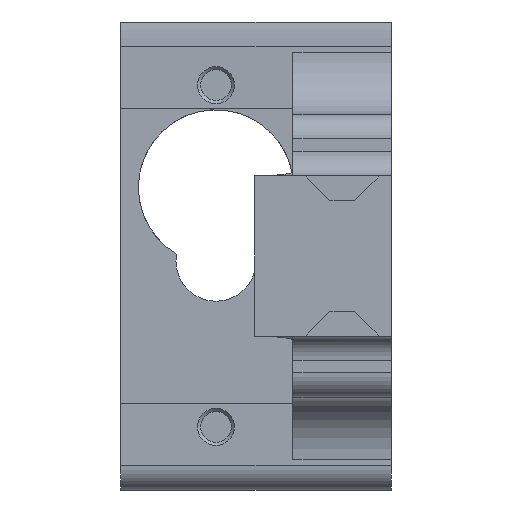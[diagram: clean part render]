
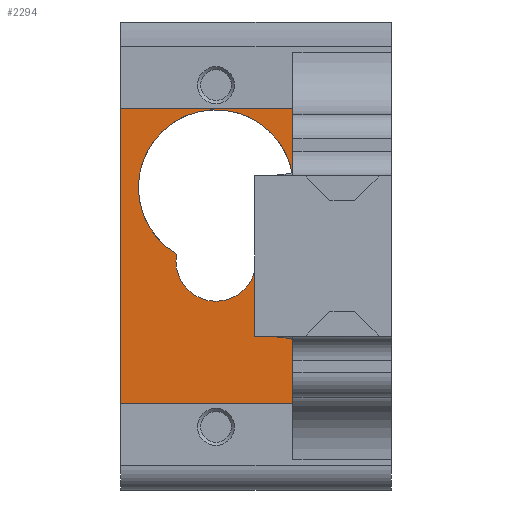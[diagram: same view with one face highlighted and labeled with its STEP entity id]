
A CAD part, front view. The second image highlights one B-rep face of the part: STEP entity #2294.
In plain terms, the highlighted planar face has unit normal (0, -1, 0).
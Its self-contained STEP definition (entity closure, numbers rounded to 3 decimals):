
#27=PLANE('',#2443);
#133=FACE_OUTER_BOUND('',#252,.T.);
#252=EDGE_LOOP('',(#1705,#1706,#1707,#1708,#1709,#1710,#1711,#1712));
#465=LINE('',#3417,#772);
#466=LINE('',#3419,#773);
#467=LINE('',#3421,#774);
#468=LINE('',#3423,#775);
#469=LINE('',#3424,#776);
#772=VECTOR('',#2720,10.);
#773=VECTOR('',#2721,10.);
#774=VECTOR('',#2722,10.);
#775=VECTOR('',#2723,10.);
#776=VECTOR('',#2724,10.);
#985=CIRCLE('',#2436,6.3);
#987=CIRCLE('',#2438,6.3);
#989=CIRCLE('',#2441,3.25);
#1109=VERTEX_POINT('',#3401);
#1110=VERTEX_POINT('',#3403);
#1111=VERTEX_POINT('',#3405);
#1112=VERTEX_POINT('',#3407);
#1113=VERTEX_POINT('',#3416);
#1114=VERTEX_POINT('',#3418);
#1115=VERTEX_POINT('',#3420);
#1116=VERTEX_POINT('',#3422);
#1342=EDGE_CURVE('',#1110,#1109,#985,.T.);
#1344=EDGE_CURVE('',#1112,#1111,#987,.T.);
#1347=EDGE_CURVE('',#1109,#1112,#989,.T.);
#1349=EDGE_CURVE('',#1111,#1113,#465,.T.);
#1350=EDGE_CURVE('',#1113,#1114,#466,.T.);
#1351=EDGE_CURVE('',#1115,#1114,#467,.T.);
#1352=EDGE_CURVE('',#1115,#1116,#468,.T.);
#1353=EDGE_CURVE('',#1116,#1110,#469,.T.);
#1705=ORIENTED_EDGE('',*,*,#1342,.T.);
#1706=ORIENTED_EDGE('',*,*,#1347,.T.);
#1707=ORIENTED_EDGE('',*,*,#1344,.T.);
#1708=ORIENTED_EDGE('',*,*,#1349,.T.);
#1709=ORIENTED_EDGE('',*,*,#1350,.T.);
#1710=ORIENTED_EDGE('',*,*,#1351,.F.);
#1711=ORIENTED_EDGE('',*,*,#1352,.T.);
#1712=ORIENTED_EDGE('',*,*,#1353,.T.);
#2294=ADVANCED_FACE('',(#133),#27,.T.);
#2436=AXIS2_PLACEMENT_3D('',#3404,#2702,#2703);
#2438=AXIS2_PLACEMENT_3D('',#3408,#2706,#2707);
#2441=AXIS2_PLACEMENT_3D('',#3412,#2713,#2714);
#2443=AXIS2_PLACEMENT_3D('',#3415,#2718,#2719);
#2702=DIRECTION('center_axis',(0.,1.,0.));
#2703=DIRECTION('ref_axis',(-0.508,0.,-0.861));
#2706=DIRECTION('center_axis',(0.,1.,0.));
#2707=DIRECTION('ref_axis',(-0.508,0.,-0.861));
#2713=DIRECTION('center_axis',(0.,1.,0.));
#2714=DIRECTION('ref_axis',(0.984,0.,0.176));
#2718=DIRECTION('center_axis',(0.,-1.,0.));
#2719=DIRECTION('ref_axis',(0.,0.,1.));
#2720=DIRECTION('',(0.,0.,1.));
#2721=DIRECTION('',(-1.,0.,0.));
#2722=DIRECTION('',(0.,0.,1.));
#2723=DIRECTION('',(1.,0.,0.));
#2724=DIRECTION('',(0.,0.,1.));
#3401=CARTESIAN_POINT('',(1.685,126.791,7.648));
#3403=CARTESIAN_POINT('',(4.736,126.791,12.283));
#3404=CARTESIAN_POINT('Origin',(-1.514,126.791,13.075));
#3405=CARTESIAN_POINT('',(4.736,126.791,13.867));
#3407=CARTESIAN_POINT('',(-4.713,126.791,7.648));
#3408=CARTESIAN_POINT('Origin',(-1.514,126.791,13.075));
#3412=CARTESIAN_POINT('Origin',(-1.514,126.791,7.075));
#3415=CARTESIAN_POINT('Origin',(12.736,126.791,-11.5));
#3416=CARTESIAN_POINT('',(4.736,126.791,19.5));
#3417=CARTESIAN_POINT('',(4.736,126.791,11.));
#3418=CARTESIAN_POINT('',(-9.264,126.791,19.5));
#3419=CARTESIAN_POINT('',(8.736,126.791,19.5));
#3420=CARTESIAN_POINT('',(-9.264,126.791,-4.5));
#3421=CARTESIAN_POINT('',(-9.264,126.791,34.5));
#3422=CARTESIAN_POINT('',(4.736,126.791,-4.5));
#3423=CARTESIAN_POINT('',(1.736,126.791,-4.5));
#3424=CARTESIAN_POINT('',(4.736,126.791,11.));
